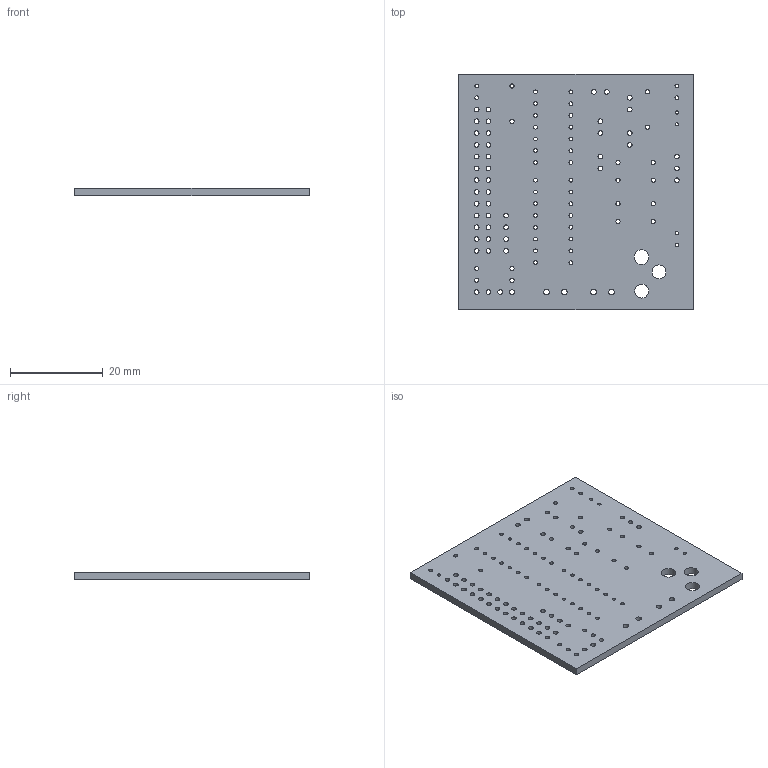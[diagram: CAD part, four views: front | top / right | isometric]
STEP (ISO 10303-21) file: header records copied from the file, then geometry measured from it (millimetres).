
FILE_DESCRIPTION(('KiCad electronic assembly'),'2;1');
FILE_NAME('kicadBoard.step','2022-11-06T05:35:55',('Pcbnew'),('Kicad'), 'Open CASCADE STEP processor 7.6','KiCad to STEP converter','Unknown' );
FILE_SCHEMA(('AUTOMOTIVE_DESIGN { 1 0 10303 214 1 1 1 1 }'));
Length unit declared in the file: millimetre
Products named in the file (2): kicadBoard 1; _autosave-kicadBoard PCB
Assembly tree (1 placements, depth 2):
  kicadBoard 1
    _autosave-kicadBoard PCB
Bounding box: 50.47 x 50.79 x 1.6 mm (x, y, z)
Volume: 3950.9 mm3; surface area: 5798.1 mm2
Topology: 1 solids, 1 shells, 114 faces, 336 edges, 224 vertices
Faces by surface type: cylinder 108, plane 6
Full cylindrical faces by diameter (mm): 0.7 x4, 0.813 x34, 0.9 x16, 1 x3, 1.016 x44, 1.2 x4, 2.997 x2, 3.2 x1
Entity records: 8783 total; most frequent: DIRECTION 1456, CARTESIAN_POINT 1348, ORIENTED_EDGE 672, PCURVE 672, DEFINITIONAL_REPRESENTATION 672, LINE 576, VECTOR 576, CIRCLE 432
